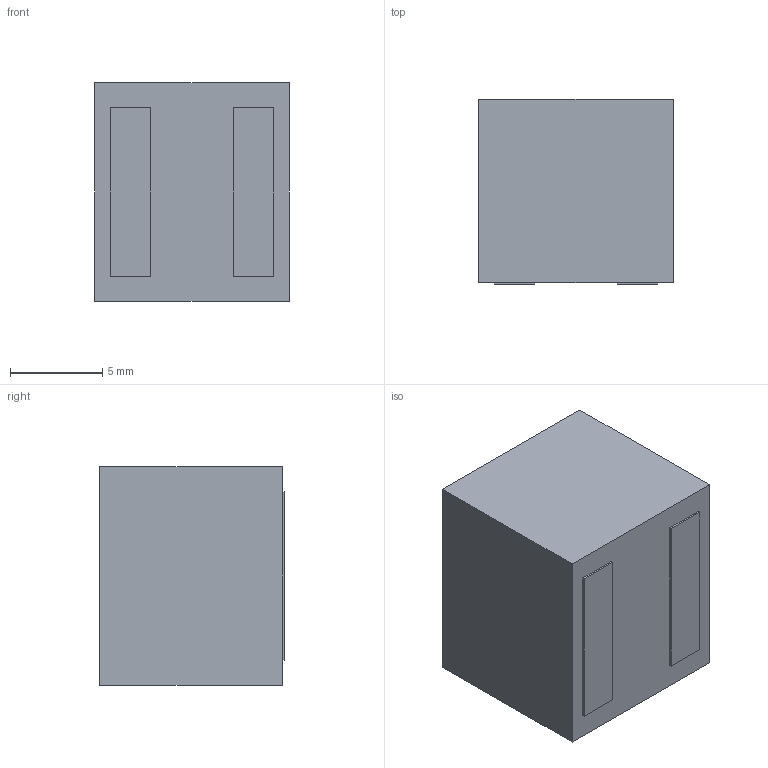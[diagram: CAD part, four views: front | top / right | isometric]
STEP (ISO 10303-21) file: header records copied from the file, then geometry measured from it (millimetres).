
FILE_DESCRIPTION (( 'STEP AP214' ), '1' );
FILE_NAME ('Coilcraft-XAL1010-472-DEFAULT.STEP', '2011-10-13T10:12:24', ( 'sysAdmin' ), ( 'SolidWorks' ), 'SwSTEP 2.0', 'SolidWorks 2012', '' );
FILE_SCHEMA (( 'AUTOMOTIVE_DESIGN' ));
Length unit declared in the file: millimetre
Products named in the file (1): Coilcraft-XAL1010-472-DEFAULT
Bounding box: 10.5 x 10 x 11.8 mm (x, y, z)
Volume: 1230.6 mm3; surface area: 693.9 mm2
Topology: 1 solids, 1 shells, 72 faces, 176 edges, 114 vertices
Faces by surface type: plane 51, bspline 21
Entity records: 3596 total; most frequent: CARTESIAN_POINT 1220, ORIENTED_EDGE 352, DIRECTION 238, EDGE_CURVE 176, VECTOR 134, LINE 134, VERTEX_POINT 114, EDGE_LOOP 80
